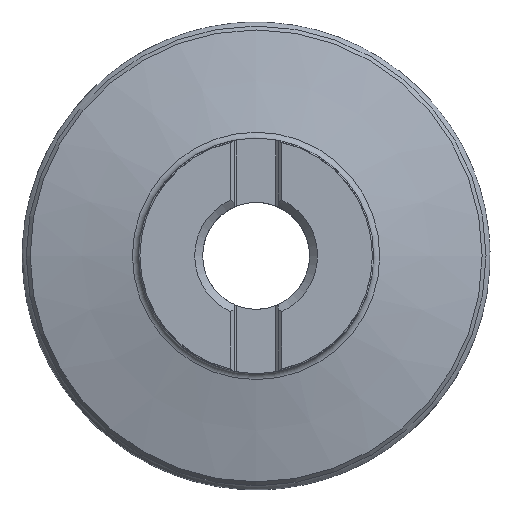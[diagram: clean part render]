
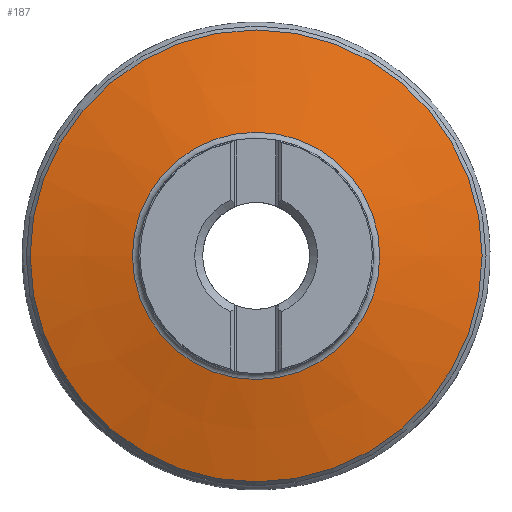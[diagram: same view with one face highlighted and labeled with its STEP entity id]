
A CAD part, top view. The second image highlights one B-rep face of the part: STEP entity #187.
In plain terms, the highlighted conical face has half-angle 76.234 degrees and reference radius 84.584 mm.
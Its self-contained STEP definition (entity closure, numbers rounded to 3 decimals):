
#109=CONICAL_SURFACE('',#1028,84.584,76.234);
#187=ADVANCED_FACE('S9',(#304,#305),#109,.T.);
#304=FACE_BOUND('',#359,.T.);
#305=FACE_BOUND('',#360,.T.);
#359=EDGE_LOOP('',(#466));
#360=EDGE_LOOP('',(#467));
#466=ORIENTED_EDGE('',*,*,#711,.T.);
#467=ORIENTED_EDGE('',*,*,#712,.F.);
#638=VERTEX_POINT('',#1590);
#639=VERTEX_POINT('',#1592);
#711=EDGE_CURVE('',#638,#638,#769,.T.);
#712=EDGE_CURVE('',#639,#639,#770,.T.);
#769=CIRCLE('',#1026,46.286);
#770=CIRCLE('',#1027,84.584);
#1026=AXIS2_PLACEMENT_3D('',#1589,#1205,#1206);
#1027=AXIS2_PLACEMENT_3D('',#1591,#1207,#1208);
#1028=AXIS2_PLACEMENT_3D('',#1593,#1209,#1210);
#1205=DIRECTION('',(0.,0.,-1.));
#1206=DIRECTION('',(-1.,0.,0.));
#1207=DIRECTION('',(0.,0.,-1.));
#1208=DIRECTION('',(-1.,0.,0.));
#1209=DIRECTION('',(0.,0.,-1.));
#1210=DIRECTION('',(-1.,0.,0.));
#1589=CARTESIAN_POINT('',(0.,0.,-23.56));
#1590=CARTESIAN_POINT('',(-46.286,0.,-23.56));
#1591=CARTESIAN_POINT('',(0.,0.,-32.943));
#1592=CARTESIAN_POINT('',(-84.584,0.,-32.943));
#1593=CARTESIAN_POINT('',(0.,0.,-32.943));
